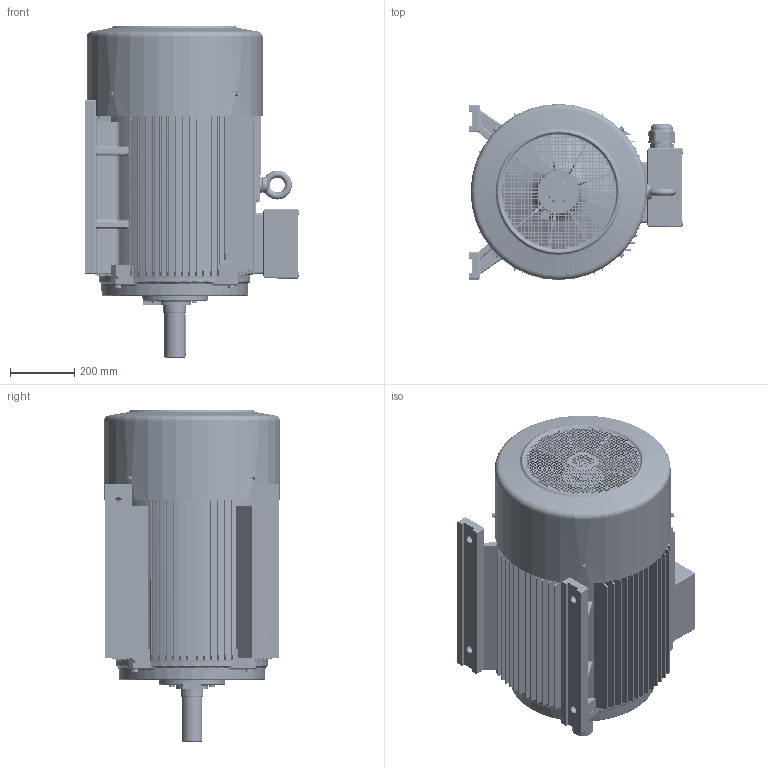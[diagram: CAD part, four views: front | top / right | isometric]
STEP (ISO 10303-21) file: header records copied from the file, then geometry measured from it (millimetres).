
FILE_DESCRIPTION(/* description */ (''),/* implementation_level */ '2;1');
FILE_NAME(/* name */ 'JM1-280M-2-B3.stp',/* time_stamp */ '2016-07-21T16:32:32+08:00',/* author */ (''),/* organization */ (''),/* preprocessor_version */ 'ST-DEVELOPER v15',/* originating_system */ 'SIEMENS PLM Software NX 8.5',/* authorisation */ '');
FILE_SCHEMA (('AUTOMOTIVE_DESIGN { 1 0 10303 214 3 1 1 1 }'));
Length unit declared in the file: millimetre
Products named in the file (1): pc1AFC5825nnfs
Bounding box: 667.8 x 547 x 1031.78 mm (x, y, z)
Volume: 39360419.1 mm3; surface area: 8416479.2 mm2
Topology: 58 solids, 58 shells, 10411 faces, 29763 edges, 19533 vertices
Faces by surface type: plane 4620, cylinder 4564, bspline 458, cone 434, torus 331, sphere 4
Full cylindrical faces by diameter (mm): 7.188 x4, 8 x8, 8.4 x4, 9.026 x8, 10 x8, 10.863 x8, 11.2 x8, 12 x8, 12.6 x8, 16 x4, 20 x1, 24 x4, 43.312 x2, 51.188 x4, 61.031 x12, 63 x4, 64.969 x12, 67.922 x2, 83.672 x2
Entity records: 374792 total; most frequent: CARTESIAN_POINT 99124, ORIENTED_EDGE 58790, DIRECTION 56408, EDGE_CURVE 29395, AXIS2_PLACEMENT_3D 19900, VERTEX_POINT 19427, LINE 16608, VECTOR 16608
